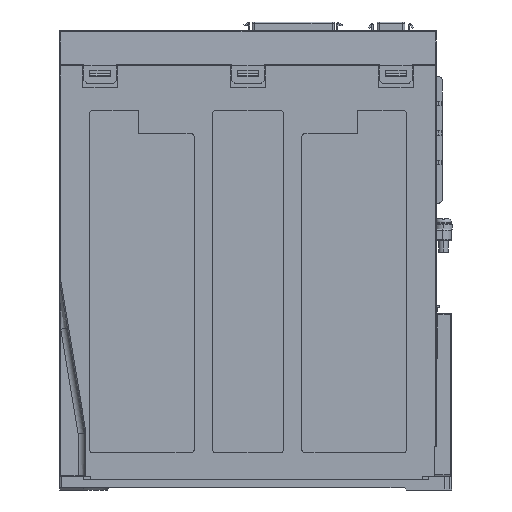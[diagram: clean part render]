
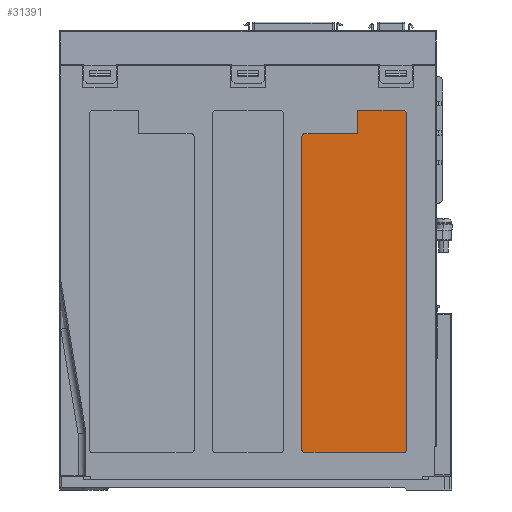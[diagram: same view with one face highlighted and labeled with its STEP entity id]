
A CAD part, left-side view. The second image highlights one B-rep face of the part: STEP entity #31391.
In plain terms, the highlighted planar face has unit normal (-1, 0, 0).
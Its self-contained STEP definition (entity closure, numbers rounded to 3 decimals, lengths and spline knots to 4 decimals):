
#4433 = EDGE_CURVE ( 'NONE', #40435, #102034, #147684, .T. ) ;
#6312 = CARTESIAN_POINT ( 'NONE',  ( -1.7306, 2.3144, -3.5512 ) ) ;
#6819 = DIRECTION ( 'NONE',  ( -1., 0., 0. ) ) ;
#7575 = LINE ( 'NONE', #75924, #44212 ) ;
#10047 = EDGE_CURVE ( 'NONE', #102034, #149767, #94782, .T. ) ;
#10629 = DIRECTION ( 'NONE',  ( 0., -1., 0. ) ) ;
#12071 = CARTESIAN_POINT ( 'NONE',  ( -1.7306, 2.3144, -3.6024 ) ) ;
#19692 = ORIENTED_EDGE ( 'NONE', *, *, #4433, .T. ) ;
#20167 = VECTOR ( 'NONE', #95152, 39.3701 ) ;
#29622 = FACE_OUTER_BOUND ( 'NONE', #76254, .T. ) ;
#30267 = DIRECTION ( 'NONE',  ( 0., 0., 1. ) ) ;
#31114 = CARTESIAN_POINT ( 'NONE',  ( -1.7306, 0.6451, 2.1575 ) ) ;
#31391 = ADVANCED_FACE ( 'NONE', ( #29622 ), #53143, .T. ) ;
#31630 = CARTESIAN_POINT ( 'NONE',  ( -1.7306, 0.0821, -3.6024 ) ) ;
#32243 = DIRECTION ( 'NONE',  ( 0., -1., 0. ) ) ;
#33402 = CARTESIAN_POINT ( 'NONE',  ( -1.7306, 2.3656, -4.0551 ) ) ;
#34160 = DIRECTION ( 'NONE',  ( 0., 0., 1. ) ) ;
#37124 = VERTEX_POINT ( 'NONE', #143481 ) ;
#40435 = VERTEX_POINT ( 'NONE', #12071 ) ;
#42538 = CARTESIAN_POINT ( 'NONE',  ( -1.7306, 0.6451, 2.1575 ) ) ;
#42578 = AXIS2_PLACEMENT_3D ( 'NONE', #42538, #149469, #10629 ) ;
#44212 = VECTOR ( 'NONE', #54634, 39.3701 ) ;
#45699 = CARTESIAN_POINT ( 'NONE',  ( -1.7306, 0.6451, -3.5512 ) ) ;
#46375 = AXIS2_PLACEMENT_3D ( 'NONE', #45699, #80592, #113975 ) ;
#49833 = CIRCLE ( 'NONE', #42578, 0.0512 ) ;
#50143 = AXIS2_PLACEMENT_3D ( 'NONE', #103519, #149806, #32243 ) ;
#51405 = AXIS2_PLACEMENT_3D ( 'NONE', #31114, #6819, #88753 ) ;
#52479 = CARTESIAN_POINT ( 'NONE',  ( -1.7306, 2.3144, 1.815 ) ) ;
#53143 = PLANE ( 'NONE',  #51405 ) ;
#53582 = VERTEX_POINT ( 'NONE', #131797 ) ;
#54577 = VERTEX_POINT ( 'NONE', #116133 ) ;
#54634 = DIRECTION ( 'NONE',  ( 0., 1., 0. ) ) ;
#55135 = DIRECTION ( 'NONE',  ( 0., -1., 0. ) ) ;
#56025 = EDGE_CURVE ( 'NONE', #53582, #37124, #49833, .T. ) ;
#57698 = VERTEX_POINT ( 'NONE', #52479 ) ;
#58475 = EDGE_CURVE ( 'NONE', #57698, #122023, #122849, .T. ) ;
#59093 = CARTESIAN_POINT ( 'NONE',  ( -1.7306, 2.3656, 1.7638 ) ) ;
#60124 = DIRECTION ( 'NONE',  ( 0., 0., -1. ) ) ;
#61393 = EDGE_CURVE ( 'NONE', #76973, #122023, #139595, .T. ) ;
#62919 = LINE ( 'NONE', #97785, #144658 ) ;
#66776 = ORIENTED_EDGE ( 'NONE', *, *, #124894, .T. ) ;
#70014 = CARTESIAN_POINT ( 'NONE',  ( -1.7306, 1.4207, -4.0551 ) ) ;
#70369 = VERTEX_POINT ( 'NONE', #102101 ) ;
#73150 = LINE ( 'NONE', #119415, #20167 ) ;
#75924 = CARTESIAN_POINT ( 'NONE',  ( -1.7306, 0.0821, 1.815 ) ) ;
#76254 = EDGE_LOOP ( 'NONE', ( #139706, #76359, #80588, #82776, #114493, #102538, #94811, #66776, #19692, #97400 ) ) ;
#76359 = ORIENTED_EDGE ( 'NONE', *, *, #56025, .T. ) ;
#76973 = VERTEX_POINT ( 'NONE', #100185 ) ;
#77950 = EDGE_CURVE ( 'NONE', #149767, #53582, #62919, .T. ) ;
#79441 = VECTOR ( 'NONE', #34160, 39.3701 ) ;
#80588 = ORIENTED_EDGE ( 'NONE', *, *, #149318, .T. ) ;
#80592 = DIRECTION ( 'NONE',  ( -1., 0., 0. ) ) ;
#82776 = ORIENTED_EDGE ( 'NONE', *, *, #111722, .T. ) ;
#88686 = CARTESIAN_POINT ( 'NONE',  ( -1.7306, 0.6451, -3.6024 ) ) ;
#88753 = DIRECTION ( 'NONE',  ( 0., -1., 0. ) ) ;
#89003 = DIRECTION ( 'NONE',  ( 0., -1., 0. ) ) ;
#94782 = CIRCLE ( 'NONE', #46375, 0.0512 ) ;
#94811 = ORIENTED_EDGE ( 'NONE', *, *, #61393, .F. ) ;
#95152 = DIRECTION ( 'NONE',  ( 0., 1., 0. ) ) ;
#97400 = ORIENTED_EDGE ( 'NONE', *, *, #10047, .T. ) ;
#97785 = CARTESIAN_POINT ( 'NONE',  ( -1.7306, 0.5939, -4.0551 ) ) ;
#100185 = CARTESIAN_POINT ( 'NONE',  ( -1.7306, 2.3656, -3.5512 ) ) ;
#100295 = CIRCLE ( 'NONE', #119590, 0.0512 ) ;
#102034 = VERTEX_POINT ( 'NONE', #88686 ) ;
#102101 = CARTESIAN_POINT ( 'NONE',  ( -1.7306, 1.4207, 2.2087 ) ) ;
#102538 = ORIENTED_EDGE ( 'NONE', *, *, #58475, .T. ) ;
#103519 = CARTESIAN_POINT ( 'NONE',  ( -1.7306, 2.3144, 1.7638 ) ) ;
#108059 = EDGE_CURVE ( 'NONE', #54577, #57698, #7575, .T. ) ;
#111722 = EDGE_CURVE ( 'NONE', #70369, #54577, #127648, .T. ) ;
#112927 = VECTOR ( 'NONE', #60124, 39.3701 ) ;
#113975 = DIRECTION ( 'NONE',  ( 0., -1., 0. ) ) ;
#114493 = ORIENTED_EDGE ( 'NONE', *, *, #108059, .T. ) ;
#116133 = CARTESIAN_POINT ( 'NONE',  ( -1.7306, 1.4207, 1.815 ) ) ;
#119415 = CARTESIAN_POINT ( 'NONE',  ( -1.7306, 0.0821, 2.2087 ) ) ;
#119590 = AXIS2_PLACEMENT_3D ( 'NONE', #6312, #122429, #89003 ) ;
#122023 = VERTEX_POINT ( 'NONE', #59093 ) ;
#122429 = DIRECTION ( 'NONE',  ( -1., 0., 0. ) ) ;
#122849 = CIRCLE ( 'NONE', #50143, 0.0512 ) ;
#124894 = EDGE_CURVE ( 'NONE', #76973, #40435, #100295, .T. ) ;
#127648 = LINE ( 'NONE', #70014, #112927 ) ;
#131797 = CARTESIAN_POINT ( 'NONE',  ( -1.7306, 0.5939, 2.1575 ) ) ;
#134920 = CARTESIAN_POINT ( 'NONE',  ( -1.7306, 0.5939, -3.5512 ) ) ;
#137674 = VECTOR ( 'NONE', #55135, 39.3701 ) ;
#139595 = LINE ( 'NONE', #33402, #79441 ) ;
#139706 = ORIENTED_EDGE ( 'NONE', *, *, #77950, .T. ) ;
#143481 = CARTESIAN_POINT ( 'NONE',  ( -1.7306, 0.6451, 2.2087 ) ) ;
#144658 = VECTOR ( 'NONE', #30267, 39.3701 ) ;
#147684 = LINE ( 'NONE', #31630, #137674 ) ;
#149318 = EDGE_CURVE ( 'NONE', #37124, #70369, #73150, .T. ) ;
#149469 = DIRECTION ( 'NONE',  ( -1., 0., 0. ) ) ;
#149767 = VERTEX_POINT ( 'NONE', #134920 ) ;
#149806 = DIRECTION ( 'NONE',  ( -1., 0., 0. ) ) ;
